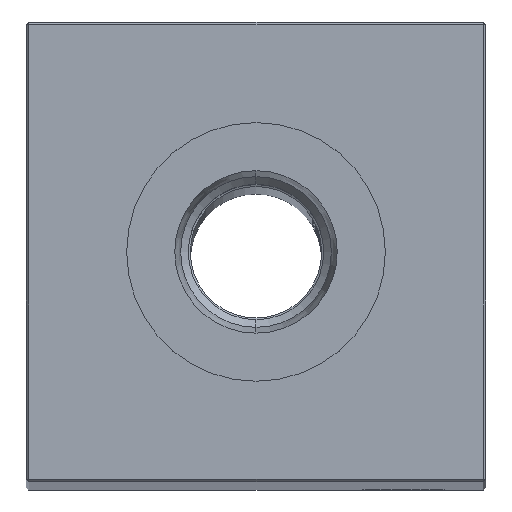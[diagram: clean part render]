
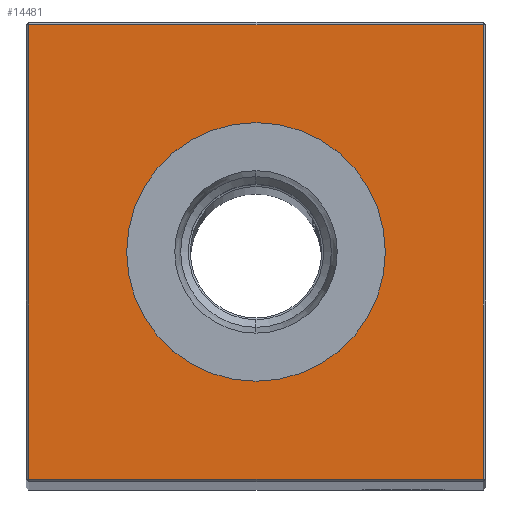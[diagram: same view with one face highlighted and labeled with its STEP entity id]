
A CAD part, top view. The second image highlights one B-rep face of the part: STEP entity #14481.
In plain terms, the highlighted planar face has unit normal (0, 0, 1).
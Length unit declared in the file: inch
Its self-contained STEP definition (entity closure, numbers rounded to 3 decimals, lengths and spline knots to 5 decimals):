
#121 = ORIENTED_EDGE ( 'NONE', *, *, #7563, .T. ) ;
#743 = DIRECTION ( 'NONE',  ( 0., 0., -1. ) ) ;
#756 = AXIS2_PLACEMENT_3D ( 'NONE', #14609, #743, #25127 ) ;
#1215 = CARTESIAN_POINT ( 'NONE',  ( -0.865, -0.865, 17.75 ) ) ;
#1573 = DIRECTION ( 'NONE',  ( 0., 1., 0. ) ) ;
#1664 = CARTESIAN_POINT ( 'NONE',  ( 0., 0., 17.75 ) ) ;
#2103 = VECTOR ( 'NONE', #20597, 39.37008 ) ;
#3528 = EDGE_CURVE ( 'NONE', #19525, #22864, #12649, .T. ) ;
#5251 = CARTESIAN_POINT ( 'NONE',  ( -0.865, 0., 17.75 ) ) ;
#5849 = DIRECTION ( 'NONE',  ( -1., 0., 0. ) ) ;
#6245 = EDGE_LOOP ( 'NONE', ( #27366, #14925 ) ) ;
#6738 = CARTESIAN_POINT ( 'NONE',  ( 0., 0.49213, 17.75 ) ) ;
#7563 = EDGE_CURVE ( 'NONE', #27452, #19525, #24908, .T. ) ;
#8171 = CARTESIAN_POINT ( 'NONE',  ( 0.865, 0.865, 17.75 ) ) ;
#8557 = DIRECTION ( 'NONE',  ( -1., 0., 0. ) ) ;
#8641 = VECTOR ( 'NONE', #1573, 39.37008 ) ;
#9584 = DIRECTION ( 'NONE',  ( 1., 0., 0. ) ) ;
#9669 = VECTOR ( 'NONE', #9584, 39.37008 ) ;
#11019 = DIRECTION ( 'NONE',  ( 0., 0., -1. ) ) ;
#11610 = ORIENTED_EDGE ( 'NONE', *, *, #3528, .T. ) ;
#11630 = EDGE_CURVE ( 'NONE', #25369, #22802, #18019, .T. ) ;
#12649 = LINE ( 'NONE', #27577, #8641 ) ;
#14101 = CARTESIAN_POINT ( 'NONE',  ( 0., 0., 17.75 ) ) ;
#14151 = EDGE_CURVE ( 'NONE', #22864, #16673, #17088, .T. ) ;
#14481 = ADVANCED_FACE ( 'NONE', ( #23249, #25379 ), #21133, .F. ) ;
#14609 = CARTESIAN_POINT ( 'NONE',  ( 0., 0., 17.75 ) ) ;
#14925 = ORIENTED_EDGE ( 'NONE', *, *, #27851, .T. ) ;
#15199 = VECTOR ( 'NONE', #8557, 39.37008 ) ;
#16673 = VERTEX_POINT ( 'NONE', #24670 ) ;
#17088 = LINE ( 'NONE', #23604, #15199 ) ;
#17112 = ORIENTED_EDGE ( 'NONE', *, *, #21891, .T. ) ;
#18019 = CIRCLE ( 'NONE', #756, 0.49213 ) ;
#19074 = DIRECTION ( 'NONE',  ( 0., 0., -1. ) ) ;
#19306 = AXIS2_PLACEMENT_3D ( 'NONE', #1664, #11019, #23538 ) ;
#19525 = VERTEX_POINT ( 'NONE', #20697 ) ;
#20514 = CARTESIAN_POINT ( 'NONE',  ( 0., -0.865, 17.75 ) ) ;
#20597 = DIRECTION ( 'NONE',  ( 0., -1., 0. ) ) ;
#20697 = CARTESIAN_POINT ( 'NONE',  ( 0.865, -0.865, 17.75 ) ) ;
#21129 = CIRCLE ( 'NONE', #27904, 0.49213 ) ;
#21133 = PLANE ( 'NONE',  #19306 ) ;
#21891 = EDGE_CURVE ( 'NONE', #16673, #27452, #22722, .T. ) ;
#22722 = LINE ( 'NONE', #5251, #2103 ) ;
#22802 = VERTEX_POINT ( 'NONE', #27201 ) ;
#22864 = VERTEX_POINT ( 'NONE', #8171 ) ;
#23101 = ORIENTED_EDGE ( 'NONE', *, *, #14151, .T. ) ;
#23164 = EDGE_LOOP ( 'NONE', ( #17112, #121, #11610, #23101 ) ) ;
#23249 = FACE_OUTER_BOUND ( 'NONE', #23164, .T. ) ;
#23538 = DIRECTION ( 'NONE',  ( -1., 0., 0. ) ) ;
#23604 = CARTESIAN_POINT ( 'NONE',  ( 0., 0.865, 17.75 ) ) ;
#24670 = CARTESIAN_POINT ( 'NONE',  ( -0.865, 0.865, 17.75 ) ) ;
#24908 = LINE ( 'NONE', #20514, #9669 ) ;
#25127 = DIRECTION ( 'NONE',  ( -1., 0., 0. ) ) ;
#25369 = VERTEX_POINT ( 'NONE', #6738 ) ;
#25379 = FACE_BOUND ( 'NONE', #6245, .T. ) ;
#27201 = CARTESIAN_POINT ( 'NONE',  ( 0., -0.49213, 17.75 ) ) ;
#27366 = ORIENTED_EDGE ( 'NONE', *, *, #11630, .T. ) ;
#27452 = VERTEX_POINT ( 'NONE', #1215 ) ;
#27577 = CARTESIAN_POINT ( 'NONE',  ( 0.865, 0., 17.75 ) ) ;
#27851 = EDGE_CURVE ( 'NONE', #22802, #25369, #21129, .T. ) ;
#27904 = AXIS2_PLACEMENT_3D ( 'NONE', #14101, #19074, #5849 ) ;
